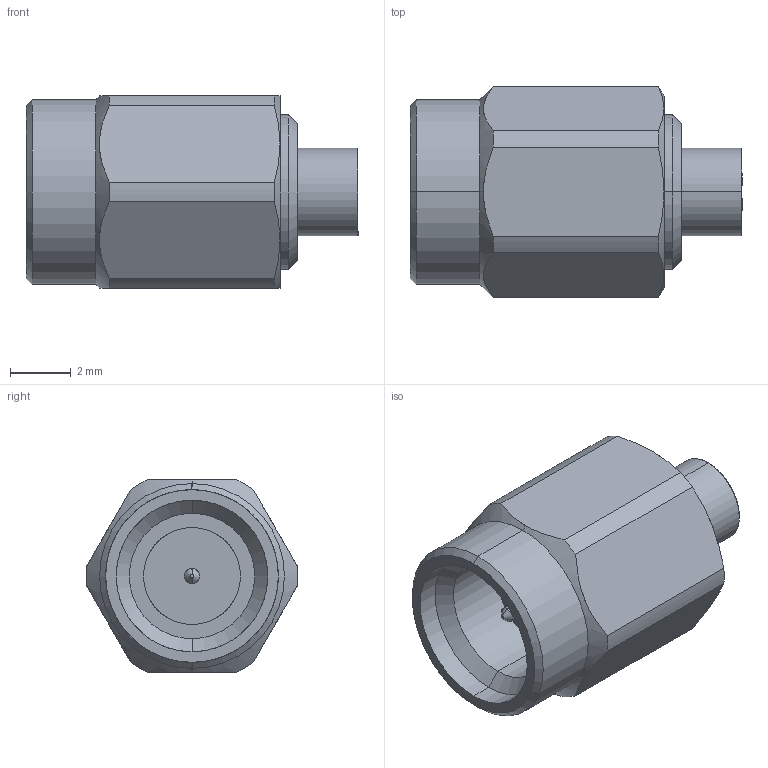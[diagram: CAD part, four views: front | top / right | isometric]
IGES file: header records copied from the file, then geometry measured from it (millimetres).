
Start section: SolidWorks IGES file using analytic representation for surfaces
Global section: file name: R121.053.000.IGS; native system: SolidWorks 2011; preprocessor: SolidWorks 2011; author: RAYMOND_G; date: 131003.113904; units: millimetre
Bounding box: 10.96 x 7 x 6.35 mm (x, y, z)
Surface area: 470.1 mm2 (no closed solid volume)
Topology: 0 solids, 0 shells, 65 faces, 916 edges, 916 vertices
Faces by surface type: revolution 46, bspline 19
